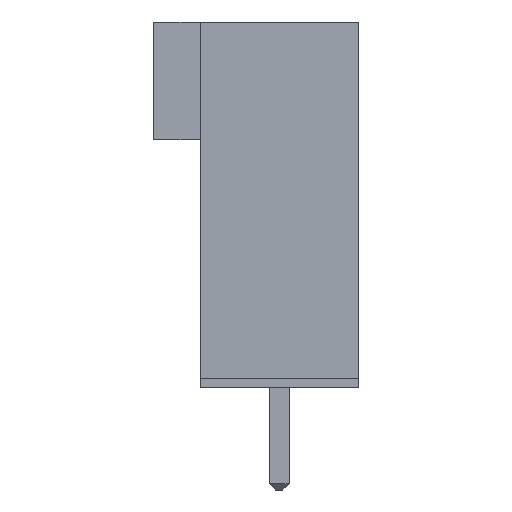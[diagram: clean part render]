
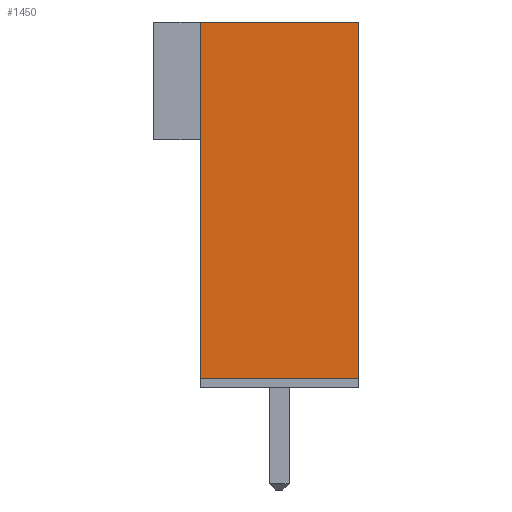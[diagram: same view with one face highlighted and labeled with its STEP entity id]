
A CAD part, left-side view. The second image highlights one B-rep face of the part: STEP entity #1450.
In plain terms, the highlighted planar face has unit normal (-1, 0, 0).
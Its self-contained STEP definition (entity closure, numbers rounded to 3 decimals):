
#50 = VERTEX_POINT ( 'NONE', #1690 ) ;
#194 = DIRECTION ( 'NONE',  ( 0., 0., 1. ) ) ;
#219 = ORIENTED_EDGE ( 'NONE', *, *, #2789, .T. ) ;
#374 = VECTOR ( 'NONE', #5499, 1000. ) ;
#594 = CARTESIAN_POINT ( 'NONE',  ( -13.975, 2.55, 0.3 ) ) ;
#797 = VERTEX_POINT ( 'NONE', #6019 ) ;
#1450 = ADVANCED_FACE ( 'NONE', ( #8369 ), #7118, .F. ) ;
#1658 = LINE ( 'NONE', #3291, #5534 ) ;
#1690 = CARTESIAN_POINT ( 'NONE',  ( -13.975, -2.55, 11.8 ) ) ;
#2154 = LINE ( 'NONE', #594, #374 ) ;
#2642 = CARTESIAN_POINT ( 'NONE',  ( -13.975, 2.55, 11.8 ) ) ;
#2789 = EDGE_CURVE ( 'NONE', #3754, #797, #2154, .T. ) ;
#2856 = VERTEX_POINT ( 'NONE', #9027 ) ;
#3291 = CARTESIAN_POINT ( 'NONE',  ( -13.975, 2.55, 11.8 ) ) ;
#3474 = DIRECTION ( 'NONE',  ( 1., 0., 0. ) ) ;
#3754 = VERTEX_POINT ( 'NONE', #8272 ) ;
#4778 = DIRECTION ( 'NONE',  ( 0., 0., 1. ) ) ;
#5499 = DIRECTION ( 'NONE',  ( 0., -1., 0. ) ) ;
#5534 = VECTOR ( 'NONE', #4778, 1000. ) ;
#5843 = AXIS2_PLACEMENT_3D ( 'NONE', #7151, #3474, #9200 ) ;
#6019 = CARTESIAN_POINT ( 'NONE',  ( -13.975, -2.55, 0.3 ) ) ;
#6204 = ORIENTED_EDGE ( 'NONE', *, *, #7025, .F. ) ;
#6339 = VECTOR ( 'NONE', #194, 1000. ) ;
#6664 = LINE ( 'NONE', #8695, #6339 ) ;
#6846 = EDGE_CURVE ( 'NONE', #2856, #50, #7810, .T. ) ;
#7025 = EDGE_CURVE ( 'NONE', #3754, #2856, #1658, .T. ) ;
#7118 = PLANE ( 'NONE',  #5843 ) ;
#7151 = CARTESIAN_POINT ( 'NONE',  ( -13.975, 2.55, 11.8 ) ) ;
#7252 = VECTOR ( 'NONE', #9064, 1000. ) ;
#7810 = LINE ( 'NONE', #2642, #7252 ) ;
#8143 = ORIENTED_EDGE ( 'NONE', *, *, #9168, .T. ) ;
#8272 = CARTESIAN_POINT ( 'NONE',  ( -13.975, 2.55, 0.3 ) ) ;
#8369 = FACE_OUTER_BOUND ( 'NONE', #8639, .T. ) ;
#8639 = EDGE_LOOP ( 'NONE', ( #8143, #8975, #6204, #219 ) ) ;
#8695 = CARTESIAN_POINT ( 'NONE',  ( -13.975, -2.55, 11.8 ) ) ;
#8975 = ORIENTED_EDGE ( 'NONE', *, *, #6846, .F. ) ;
#9027 = CARTESIAN_POINT ( 'NONE',  ( -13.975, 2.55, 11.8 ) ) ;
#9064 = DIRECTION ( 'NONE',  ( 0., -1., 0. ) ) ;
#9168 = EDGE_CURVE ( 'NONE', #797, #50, #6664, .T. ) ;
#9200 = DIRECTION ( 'NONE',  ( 0., 0., -1. ) ) ;
